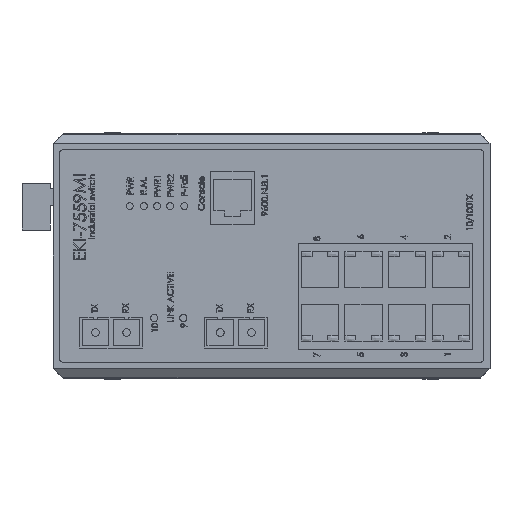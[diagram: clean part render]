
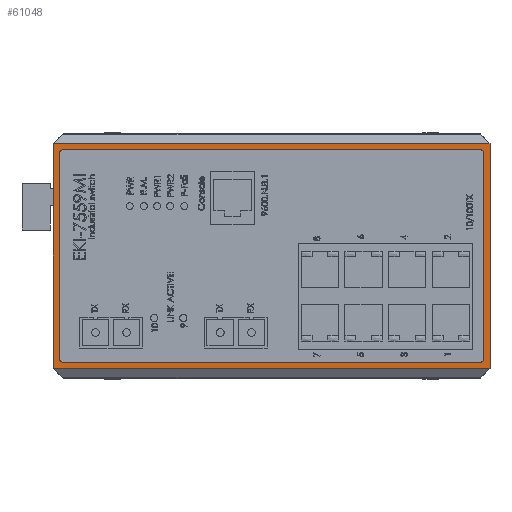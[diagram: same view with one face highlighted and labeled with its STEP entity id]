
A CAD part, left-side view. The second image highlights one B-rep face of the part: STEP entity #61048.
In plain terms, the highlighted planar face has unit normal (-1, 0, 0).
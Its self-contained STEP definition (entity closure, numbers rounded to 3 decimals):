
#25396 = DIRECTION ( 'NONE',  ( 0., -1., 0. ) ) ;
#25397 = VECTOR ( 'NONE', #25396, 1000. ) ;
#25398 = CARTESIAN_POINT ( 'NONE',  ( -48., 140., -36. ) ) ;
#25399 = LINE ( 'NONE', #25398, #25397 ) ;
#25400 = CARTESIAN_POINT ( 'NONE',  ( -48., 0., -36. ) ) ;
#25496 = CARTESIAN_POINT ( 'NONE',  ( -48., 140., -36. ) ) ;
#25955 = DIRECTION ( 'NONE',  ( 0., -1., 0. ) ) ;
#25956 = VECTOR ( 'NONE', #25955, 1000. ) ;
#25957 = CARTESIAN_POINT ( 'NONE',  ( -48., 140., 36. ) ) ;
#25958 = LINE ( 'NONE', #25957, #25956 ) ;
#25960 = CARTESIAN_POINT ( 'NONE',  ( -48., 0., 36. ) ) ;
#25977 = CARTESIAN_POINT ( 'NONE',  ( -48., 140., 36. ) ) ;
#25978 = DIRECTION ( 'NONE',  ( 0., 0., 1. ) ) ;
#25980 = VECTOR ( 'NONE', #25978, 1000. ) ;
#25981 = CARTESIAN_POINT ( 'NONE',  ( -48., 140., -36. ) ) ;
#25982 = LINE ( 'NONE', #25981, #25980 ) ;
#25984 = CARTESIAN_POINT ( 'NONE',  ( -48., 3., -34. ) ) ;
#25985 = DIRECTION ( 'NONE',  ( 0., 0., -1. ) ) ;
#25986 = DIRECTION ( 'NONE',  ( 1., 0., 0. ) ) ;
#25987 = CARTESIAN_POINT ( 'NONE',  ( -48., 3., -33. ) ) ;
#25988 = AXIS2_PLACEMENT_3D ( 'NONE', #25987, #25986, #25985 ) ;
#25989 = CIRCLE ( 'NONE', #25988, 1. ) ;
#25990 = CARTESIAN_POINT ( 'NONE',  ( -48., 2., -33. ) ) ;
#25991 = DIRECTION ( 'NONE',  ( 0., 0., -1. ) ) ;
#25992 = VECTOR ( 'NONE', #25991, 1000. ) ;
#25993 = CARTESIAN_POINT ( 'NONE',  ( -48., 2., 33. ) ) ;
#25994 = LINE ( 'NONE', #25993, #25992 ) ;
#25996 = CARTESIAN_POINT ( 'NONE',  ( -48., 2., 33. ) ) ;
#25997 = DIRECTION ( 'NONE',  ( 0., 0., -1. ) ) ;
#25998 = DIRECTION ( 'NONE',  ( 1., 0., 0. ) ) ;
#25999 = CARTESIAN_POINT ( 'NONE',  ( -48., 3., 33. ) ) ;
#26000 = AXIS2_PLACEMENT_3D ( 'NONE', #25999, #25998, #25997 ) ;
#26001 = CIRCLE ( 'NONE', #26000, 1. ) ;
#26002 = CARTESIAN_POINT ( 'NONE',  ( -48., 3., 34. ) ) ;
#26003 = DIRECTION ( 'NONE',  ( 0., -1., 0. ) ) ;
#26004 = VECTOR ( 'NONE', #26003, 1000. ) ;
#26005 = CARTESIAN_POINT ( 'NONE',  ( -48., 137., 34. ) ) ;
#26006 = LINE ( 'NONE', #26005, #26004 ) ;
#26007 = CARTESIAN_POINT ( 'NONE',  ( -48., 137., 34. ) ) ;
#26008 = DIRECTION ( 'NONE',  ( 0., 0., -1. ) ) ;
#26009 = DIRECTION ( 'NONE',  ( 1., 0., 0. ) ) ;
#26010 = CARTESIAN_POINT ( 'NONE',  ( -48., 137., 33. ) ) ;
#26011 = AXIS2_PLACEMENT_3D ( 'NONE', #26010, #26009, #26008 ) ;
#26012 = CIRCLE ( 'NONE', #26011, 1. ) ;
#26023 = CARTESIAN_POINT ( 'NONE',  ( -48., 138., 33. ) ) ;
#26024 = DIRECTION ( 'NONE',  ( 0., 0., 1. ) ) ;
#26025 = VECTOR ( 'NONE', #26024, 1000. ) ;
#26026 = CARTESIAN_POINT ( 'NONE',  ( -48., 138., -33. ) ) ;
#26027 = LINE ( 'NONE', #26026, #26025 ) ;
#26028 = CARTESIAN_POINT ( 'NONE',  ( -48., 138., -33. ) ) ;
#26029 = CARTESIAN_POINT ( 'NONE',  ( -48., 137., -34. ) ) ;
#26030 = DIRECTION ( 'NONE',  ( 0., 0., 1. ) ) ;
#26031 = DIRECTION ( 'NONE',  ( 1., 0., 0. ) ) ;
#26032 = CARTESIAN_POINT ( 'NONE',  ( -48., 137., -33. ) ) ;
#26033 = AXIS2_PLACEMENT_3D ( 'NONE', #26032, #26031, #26030 ) ;
#26034 = CIRCLE ( 'NONE', #26033, 1. ) ;
#26035 = DIRECTION ( 'NONE',  ( 0., 0., -1. ) ) ;
#26036 = DIRECTION ( 'NONE',  ( 1., 0., 0. ) ) ;
#26037 = CARTESIAN_POINT ( 'NONE',  ( -48., 140., -36. ) ) ;
#26038 = AXIS2_PLACEMENT_3D ( 'NONE', #26037, #26036, #26035 ) ;
#26039 = PLANE ( 'NONE',  #26038 ) ;
#26040 = FACE_OUTER_BOUND ( 'NONE', #61105, .T. ) ;
#26041 = FACE_BOUND ( 'NONE', #61049, .T. ) ;
#26102 = CARTESIAN_POINT ( 'NONE',  ( -48., 0., -36. ) ) ;
#26103 = LINE ( 'NONE', #26102, #26164 ) ;
#26104 = DIRECTION ( 'NONE',  ( 0., 1., 0. ) ) ;
#26105 = VECTOR ( 'NONE', #26104, 1000. ) ;
#26106 = CARTESIAN_POINT ( 'NONE',  ( -48., 3., -34. ) ) ;
#26107 = LINE ( 'NONE', #26106, #26105 ) ;
#26163 = DIRECTION ( 'NONE',  ( 0., 0., 1. ) ) ;
#26164 = VECTOR ( 'NONE', #26163, 1000. ) ;
#60649 = VERTEX_POINT ( 'NONE', #25400 ) ;
#60651 = EDGE_CURVE ( 'NONE', #60678, #60649, #25399, .T. ) ;
#60678 = VERTEX_POINT ( 'NONE', #25496 ) ;
#61008 = EDGE_CURVE ( 'NONE', #60678, #61009, #25982, .T. ) ;
#61009 = VERTEX_POINT ( 'NONE', #25977 ) ;
#61020 = VERTEX_POINT ( 'NONE', #25960 ) ;
#61021 = ORIENTED_EDGE ( 'NONE', *, *, #61022, .F. ) ;
#61022 = EDGE_CURVE ( 'NONE', #61009, #61020, #25958, .T. ) ;
#61023 = ORIENTED_EDGE ( 'NONE', *, *, #61008, .F. ) ;
#61027 = ORIENTED_EDGE ( 'NONE', *, *, #61028, .T. ) ;
#61028 = EDGE_CURVE ( 'NONE', #61056, #61029, #26012, .T. ) ;
#61029 = VERTEX_POINT ( 'NONE', #26007 ) ;
#61030 = ORIENTED_EDGE ( 'NONE', *, *, #61031, .T. ) ;
#61031 = EDGE_CURVE ( 'NONE', #61029, #61032, #26006, .T. ) ;
#61032 = VERTEX_POINT ( 'NONE', #26002 ) ;
#61033 = ORIENTED_EDGE ( 'NONE', *, *, #61034, .T. ) ;
#61034 = EDGE_CURVE ( 'NONE', #61032, #61035, #26001, .T. ) ;
#61035 = VERTEX_POINT ( 'NONE', #25996 ) ;
#61036 = ORIENTED_EDGE ( 'NONE', *, *, #61038, .T. ) ;
#61038 = EDGE_CURVE ( 'NONE', #61035, #61039, #25994, .T. ) ;
#61039 = VERTEX_POINT ( 'NONE', #25990 ) ;
#61040 = ORIENTED_EDGE ( 'NONE', *, *, #61041, .T. ) ;
#61041 = EDGE_CURVE ( 'NONE', #61039, #61042, #25989, .T. ) ;
#61042 = VERTEX_POINT ( 'NONE', #25984 ) ;
#61048 = ADVANCED_FACE ( 'NONE', ( #26041, #26040 ), #26039, .F. ) ;
#61049 = EDGE_LOOP ( 'NONE', ( #61050, #61054, #61027, #61030, #61033, #61036, #61040, #61103 ) ) ;
#61050 = ORIENTED_EDGE ( 'NONE', *, *, #61051, .T. ) ;
#61051 = EDGE_CURVE ( 'NONE', #61052, #61053, #26034, .T. ) ;
#61052 = VERTEX_POINT ( 'NONE', #26029 ) ;
#61053 = VERTEX_POINT ( 'NONE', #26028 ) ;
#61054 = ORIENTED_EDGE ( 'NONE', *, *, #61055, .T. ) ;
#61055 = EDGE_CURVE ( 'NONE', #61053, #61056, #26027, .T. ) ;
#61056 = VERTEX_POINT ( 'NONE', #26023 ) ;
#61103 = ORIENTED_EDGE ( 'NONE', *, *, #61104, .T. ) ;
#61104 = EDGE_CURVE ( 'NONE', #61042, #61052, #26107, .T. ) ;
#61105 = EDGE_LOOP ( 'NONE', ( #61106, #61107, #61021, #61023 ) ) ;
#61106 = ORIENTED_EDGE ( 'NONE', *, *, #60651, .T. ) ;
#61107 = ORIENTED_EDGE ( 'NONE', *, *, #61108, .T. ) ;
#61108 = EDGE_CURVE ( 'NONE', #60649, #61020, #26103, .T. ) ;
